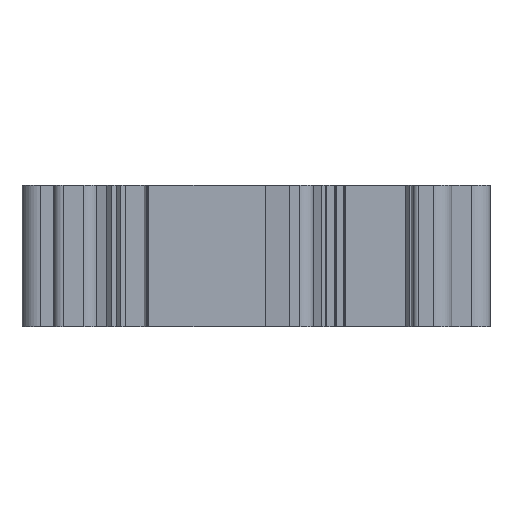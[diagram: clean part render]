
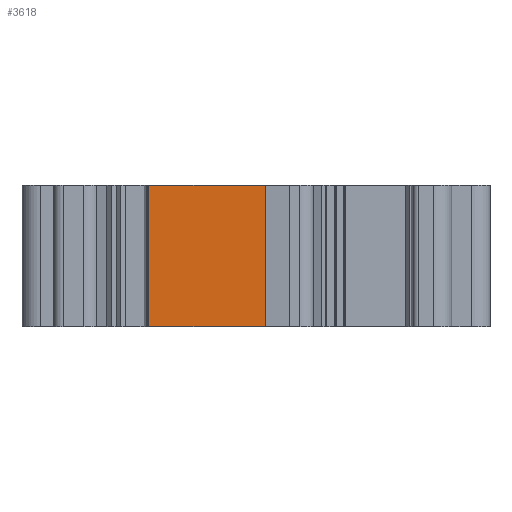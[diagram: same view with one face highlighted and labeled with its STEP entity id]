
A CAD part, front view. The second image highlights one B-rep face of the part: STEP entity #3618.
In plain terms, the highlighted planar face has unit normal (0, -1, 0).
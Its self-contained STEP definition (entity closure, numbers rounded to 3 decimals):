
#123=DIRECTION('',(1.,0.,0.));
#124=VECTOR('',#123,12.5);
#125=CARTESIAN_POINT('',(-11.5,-30.442,-7.6));
#126=LINE('',#125,#124);
#839=DIRECTION('',(1.,0.,0.));
#840=VECTOR('',#839,12.5);
#841=CARTESIAN_POINT('',(-11.5,-30.442,7.6));
#842=LINE('',#841,#840);
#1342=DIRECTION('',(0.,0.,1.));
#1343=VECTOR('',#1342,15.2);
#1344=CARTESIAN_POINT('',(1.,-30.442,-7.6));
#1345=LINE('',#1344,#1343);
#1346=DIRECTION('',(0.,0.,1.));
#1347=VECTOR('',#1346,15.2);
#1348=CARTESIAN_POINT('',(-11.5,-30.442,-7.6));
#1349=LINE('',#1348,#1347);
#1552=CARTESIAN_POINT('',(-11.5,-30.442,-7.6));
#1553=VERTEX_POINT('',#1552);
#1554=CARTESIAN_POINT('',(1.,-30.442,-7.6));
#1555=VERTEX_POINT('',#1554);
#1751=CARTESIAN_POINT('',(-11.5,-30.442,7.6));
#1752=VERTEX_POINT('',#1751);
#1753=CARTESIAN_POINT('',(1.,-30.442,7.6));
#1754=VERTEX_POINT('',#1753);
#3606=CARTESIAN_POINT('',(-11.5,-30.442,-7.6));
#3607=DIRECTION('',(0.,-1.,0.));
#3608=DIRECTION('',(1.,0.,0.));
#3609=AXIS2_PLACEMENT_3D('',#3606,#3607,#3608);
#3610=PLANE('',#3609);
#3611=ORIENTED_EDGE('',*,*,#2027,.F.);
#3613=ORIENTED_EDGE('',*,*,#3612,.T.);
#3614=ORIENTED_EDGE('',*,*,#2472,.T.);
#3615=ORIENTED_EDGE('',*,*,#3599,.F.);
#3616=EDGE_LOOP('',(#3611,#3613,#3614,#3615));
#3617=FACE_OUTER_BOUND('',#3616,.F.);
#2027=EDGE_CURVE('',#1553,#1555,#126,.T.);
#2472=EDGE_CURVE('',#1752,#1754,#842,.T.);
#3599=EDGE_CURVE('',#1555,#1754,#1345,.T.);
#3612=EDGE_CURVE('',#1553,#1752,#1349,.T.);
#3618=ADVANCED_FACE('',(#3617),#3610,.T.);
